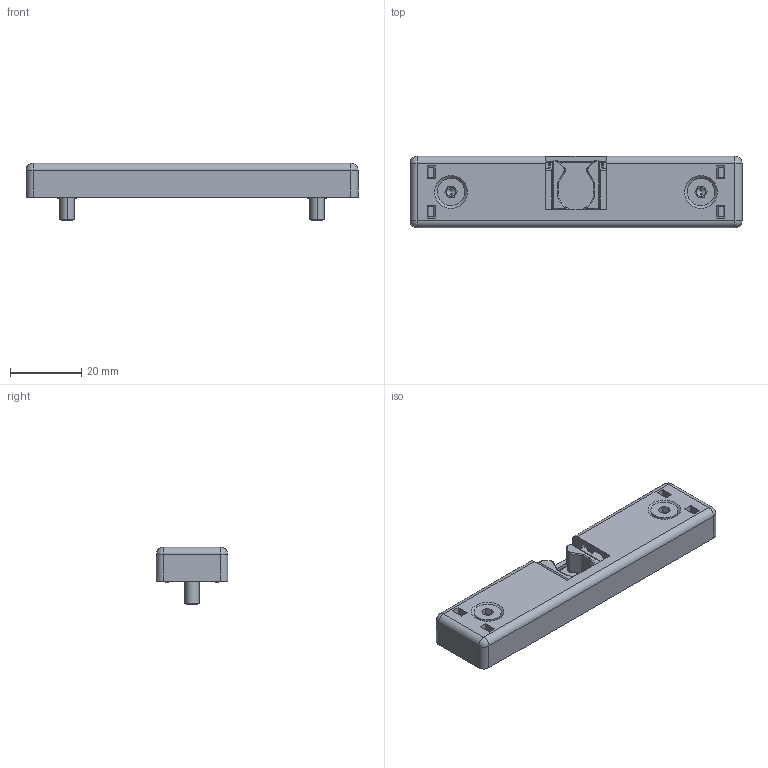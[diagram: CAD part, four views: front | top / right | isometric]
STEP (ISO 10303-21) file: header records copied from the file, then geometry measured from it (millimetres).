
FILE_DESCRIPTION (( 'STEP AP203' ), '1' );
FILE_NAME ('093039.STEP', '2016-02-05T10:58:29', ( '' ), ( '' ), 'SwSTEP 2.0', 'SolidWorks 2016', '' );
FILE_SCHEMA (( 'CONFIG_CONTROL_DESIGN' ));
Length unit declared in the file: millimetre
Products named in the file (6): 093039R01; 093039R02; 093039R03 u Tab_093039R03; 093039R03 u Tab_093039R04; Countersunk head screw ISO 10642 - M4x16_DIN 7991 - M4; 093039
Assembly tree (6 placements, depth 2):
  093039
    093039R01
    093039R02
    093039R03 u Tab_093039R03
    093039R03 u Tab_093039R04
    Countersunk head screw ISO 10642 - M4x16_DIN 7991 - M4  x2
Bounding box: 93 x 20 x 16.09 mm (x, y, z)
Volume: 13918.4 mm3; surface area: 15014.7 mm2
Topology: 6 solids, 6 shells, 958 faces, 2281 edges, 1252 vertices
Faces by surface type: cylinder 403, plane 233, torus 108, bspline 82, sphere 76, cone 56
Entity records: 27835 total; most frequent: CARTESIAN_POINT 6650, DIRECTION 4465, ORIENTED_EDGE 4270, EDGE_CURVE 2135, AXIS2_PLACEMENT_3D 1706, VERTEX_POINT 1225, LINE 1053, VECTOR 1053
